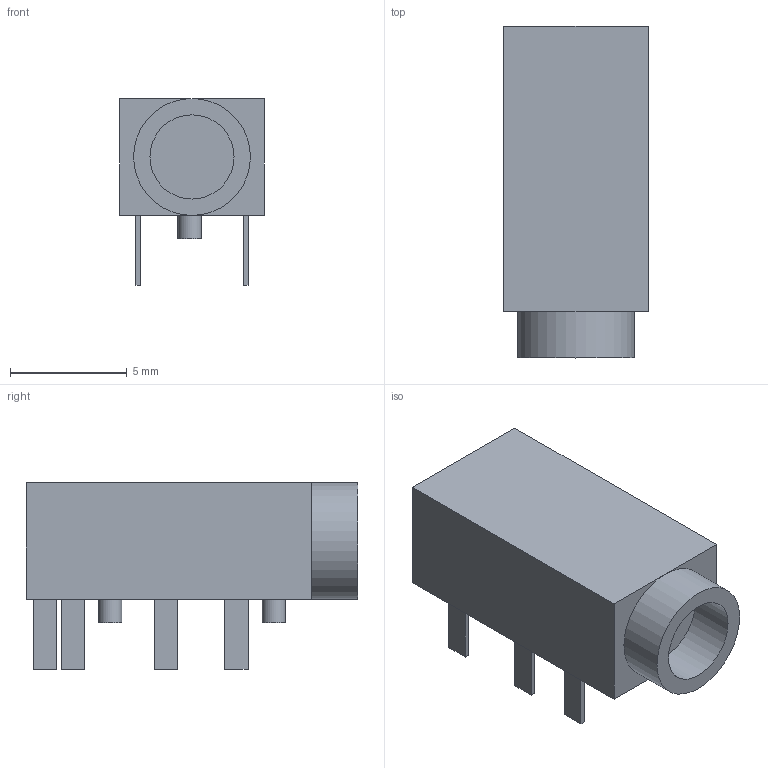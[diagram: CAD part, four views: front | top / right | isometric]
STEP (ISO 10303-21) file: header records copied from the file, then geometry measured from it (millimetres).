
FILE_DESCRIPTION(/* description */ (''),/* implementation_level */ '2;1');
FILE_NAME(/* name */ 'MJ-4PP-9 v1.step',/* time_stamp */ '2025-09-16T04:06:11+09:00',/* author */ (''),/* organization */ (''),/* preprocessor_version */ 'ST-DEVELOPER v20.1',/* originating_system */ 'Autodesk Translation Framework v14.4.0.0',/* authorisation */ '');
FILE_SCHEMA (('AUTOMOTIVE_DESIGN { 1 0 10303 214 3 1 1 }'));
Length unit declared in the file: millimetre
Products named in the file (1): MJ-4PP-9
Bounding box: 6.2 x 14.2 x 8 mm (x, y, z)
Volume: 401.1 mm3; surface area: 424.4 mm2
Topology: 1 solids, 1 shells, 35 faces, 76 edges, 50 vertices
Faces by surface type: plane 31, cylinder 4
Full cylindrical faces by diameter (mm): 1 x2, 3.6 x1, 5 x1
Entity records: 977 total; most frequent: CARTESIAN_POINT 162, DIRECTION 158, ORIENTED_EDGE 152, EDGE_CURVE 76, LINE 66, VECTOR 66, VERTEX_POINT 50, AXIS2_PLACEMENT_3D 46
